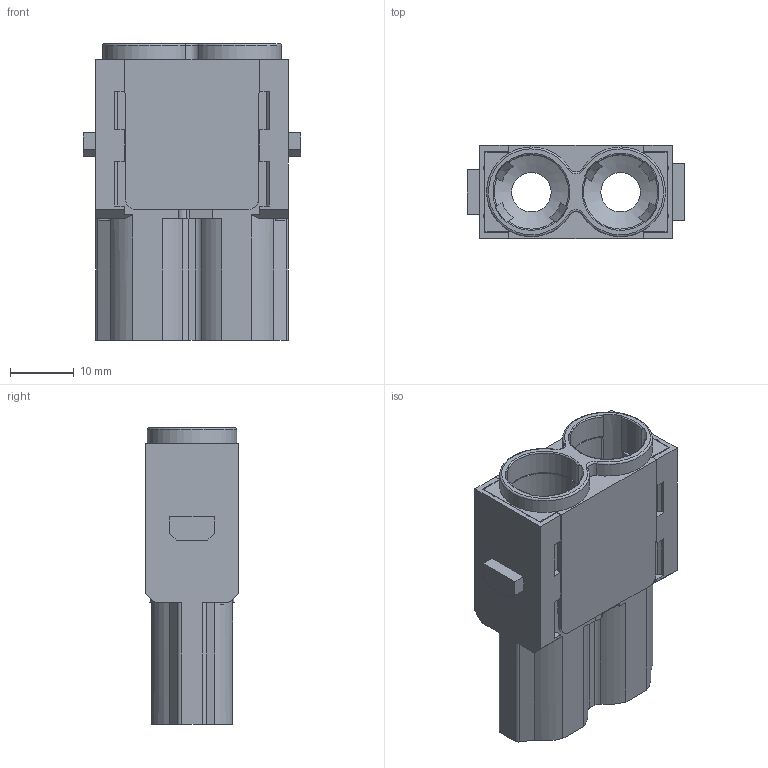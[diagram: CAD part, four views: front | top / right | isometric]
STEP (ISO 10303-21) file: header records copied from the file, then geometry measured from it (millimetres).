
FILE_DESCRIPTION(/* description */ (''),/* implementation_level */ '2;1');
FILE_NAME(/* name */ 'HMK70-002-MC.stp',/* time_stamp */ '2023-02-08T23:46:10+08:00',/* author */ (''),/* organization */ (''),/* preprocessor_version */ 'ST-DEVELOPER v16',/* originating_system */ 'SIEMENS PLM Software NX 10.0',/* authorisation */ '');
FILE_SCHEMA (('AP203_CONFIGURATION_CONTROLLED_3D_DESIGN_OF_MECHANICAL_PARTS_AND_ASSEMBLIES_MIM_LF { 1 0 10303 403 2 1 2}'));
Length unit declared in the file: millimetre
Products named in the file (1): Admi0A2C26ACrog4
Bounding box: 34.2 x 14.6 x 46.6 mm (x, y, z)
Volume: 7306.6 mm3; surface area: 12940.9 mm2
Topology: 1 solids, 1 shells, 459 faces, 1342 edges, 873 vertices
Faces by surface type: plane 293, cylinder 104, cone 28, extrusion 14, torus 12, bspline 8
Full cylindrical faces by diameter (mm): 1.2 x2, 1.7 x2, 6.2 x2, 11.7 x2
Entity records: 16185 total; most frequent: CARTESIAN_POINT 4009, ORIENTED_EDGE 2634, DIRECTION 2405, EDGE_CURVE 1317, VECTOR 893, LINE 879, VERTEX_POINT 866, AXIS2_PLACEMENT_3D 756
